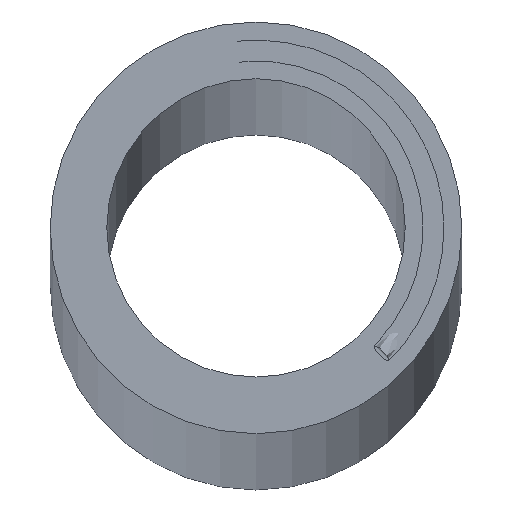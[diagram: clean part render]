
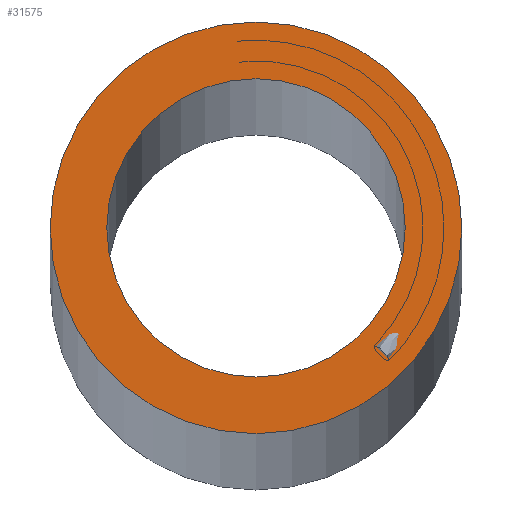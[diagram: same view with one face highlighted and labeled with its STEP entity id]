
A CAD part, top view. The second image highlights one B-rep face of the part: STEP entity #31575.
In plain terms, the highlighted planar face has unit normal (0, 0, 1).
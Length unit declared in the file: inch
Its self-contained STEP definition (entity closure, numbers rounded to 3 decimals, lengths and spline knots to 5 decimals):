
#17 = DIRECTION ( 'NONE',  ( 1., 0., 0. ) ) ;
#3015 = CARTESIAN_POINT ( 'NONE',  ( 0., 0., 108. ) ) ;
#3036 = VERTEX_POINT ( 'NONE', #39958 ) ;
#3470 = DIRECTION ( 'NONE',  ( 0., 0., 1. ) ) ;
#5126 = DIRECTION ( 'NONE',  ( 1., 0., 0. ) ) ;
#5690 = EDGE_CURVE ( 'NONE', #3036, #10187, #33015, .T. ) ;
#8420 = CARTESIAN_POINT ( 'NONE',  ( 0., 0., 108. ) ) ;
#10187 = VERTEX_POINT ( 'NONE', #42117 ) ;
#10622 = DIRECTION ( 'NONE',  ( 0., 0., 1. ) ) ;
#10642 = ORIENTED_EDGE ( 'NONE', *, *, #44514, .F. ) ;
#13126 = CARTESIAN_POINT ( 'NONE',  ( -0.5, 0., 108. ) ) ;
#13389 = FACE_BOUND ( 'NONE', #44711, .T. ) ;
#13620 = DIRECTION ( 'NONE',  ( 0., 0., 1. ) ) ;
#14668 = AXIS2_PLACEMENT_3D ( 'NONE', #8420, #22463, #22688 ) ;
#16640 = VERTEX_POINT ( 'NONE', #13126 ) ;
#20532 = AXIS2_PLACEMENT_3D ( 'NONE', #25410, #43357, #5126 ) ;
#20546 = ORIENTED_EDGE ( 'NONE', *, *, #5690, .T. ) ;
#20771 = VERTEX_POINT ( 'NONE', #38667 ) ;
#22017 = AXIS2_PLACEMENT_3D ( 'NONE', #24885, #13620, #41468 ) ;
#22463 = DIRECTION ( 'NONE',  ( 0., 0., 1. ) ) ;
#22688 = DIRECTION ( 'NONE',  ( 1., 0., 0. ) ) ;
#22738 = AXIS2_PLACEMENT_3D ( 'NONE', #45378, #10622, #17 ) ;
#24885 = CARTESIAN_POINT ( 'NONE',  ( 0., 0., 108. ) ) ;
#25410 = CARTESIAN_POINT ( 'NONE',  ( 0., 0., 108. ) ) ;
#27126 = EDGE_CURVE ( 'NONE', #20771, #16640, #38906, .T. ) ;
#31562 = CIRCLE ( 'NONE', #20532, 0.5 ) ;
#31575 = ADVANCED_FACE ( 'NONE', ( #13389, #38703 ), #35019, .T. ) ;
#33015 = CIRCLE ( 'NONE', #14668, 0.69 ) ;
#34788 = DIRECTION ( 'NONE',  ( 1., 0., 0. ) ) ;
#34808 = EDGE_LOOP ( 'NONE', ( #37358, #20546 ) ) ;
#35019 = PLANE ( 'NONE',  #22738 ) ;
#36706 = AXIS2_PLACEMENT_3D ( 'NONE', #3015, #3470, #34788 ) ;
#37358 = ORIENTED_EDGE ( 'NONE', *, *, #38346, .T. ) ;
#38346 = EDGE_CURVE ( 'NONE', #10187, #3036, #45538, .T. ) ;
#38667 = CARTESIAN_POINT ( 'NONE',  ( 0.5, 0., 108. ) ) ;
#38703 = FACE_OUTER_BOUND ( 'NONE', #34808, .T. ) ;
#38906 = CIRCLE ( 'NONE', #22017, 0.5 ) ;
#39958 = CARTESIAN_POINT ( 'NONE',  ( 0.69, 0., 108. ) ) ;
#41468 = DIRECTION ( 'NONE',  ( 1., 0., 0. ) ) ;
#42117 = CARTESIAN_POINT ( 'NONE',  ( -0.69, 0., 108. ) ) ;
#42400 = ORIENTED_EDGE ( 'NONE', *, *, #27126, .F. ) ;
#43357 = DIRECTION ( 'NONE',  ( 0., 0., 1. ) ) ;
#44514 = EDGE_CURVE ( 'NONE', #16640, #20771, #31562, .T. ) ;
#44711 = EDGE_LOOP ( 'NONE', ( #10642, #42400 ) ) ;
#45378 = CARTESIAN_POINT ( 'NONE',  ( 0., 0., 108. ) ) ;
#45538 = CIRCLE ( 'NONE', #36706, 0.69 ) ;
